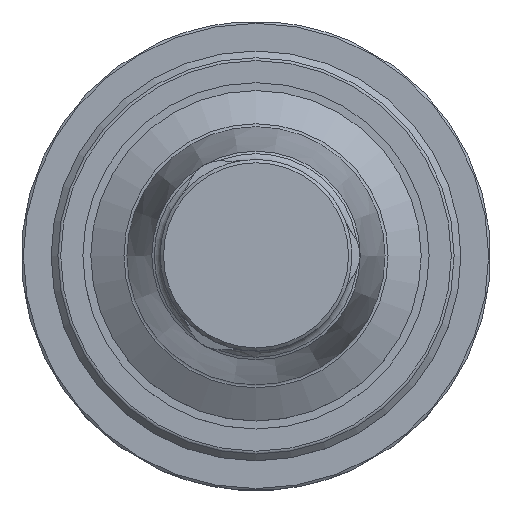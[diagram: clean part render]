
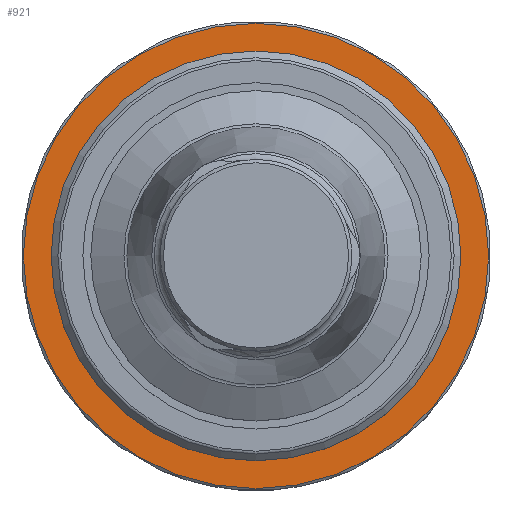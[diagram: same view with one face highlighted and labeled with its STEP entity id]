
A CAD part, top view. The second image highlights one B-rep face of the part: STEP entity #921.
In plain terms, the highlighted planar face has unit normal (0, 0, 1).
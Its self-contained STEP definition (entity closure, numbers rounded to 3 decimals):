
#279=ORIENTED_EDGE('',*,*,#476,.T.);
#280=ORIENTED_EDGE('',*,*,#431,.F.);
#431=EDGE_CURVE('',#556,#556,#643,.T.);
#476=EDGE_CURVE('',#585,#585,#658,.T.);
#556=VERTEX_POINT('',#1443);
#585=VERTEX_POINT('',#1582);
#643=CIRCLE('',#994,35.2);
#658=CIRCLE('',#1026,30.65);
#722=EDGE_LOOP('',(#279));
#723=EDGE_LOOP('',(#280));
#818=FACE_BOUND('',#722,.T.);
#819=FACE_BOUND('',#723,.T.);
#891=PLANE('',#1025);
#921=ADVANCED_FACE('',(#818,#819),#891,.F.);
#994=AXIS2_PLACEMENT_3D('',#1442,#1137,#1138);
#1025=AXIS2_PLACEMENT_3D('',#1580,#1213,#1214);
#1026=AXIS2_PLACEMENT_3D('',#1581,#1215,#1216);
#1137=DIRECTION('',(0.,0.,-1.));
#1138=DIRECTION('',(-1.,0.,0.));
#1213=DIRECTION('',(0.,0.,-1.));
#1214=DIRECTION('',(-1.,0.,0.));
#1215=DIRECTION('',(0.,0.,-1.));
#1216=DIRECTION('',(-1.,0.,0.));
#1442=CARTESIAN_POINT('',(0.,0.,-1.));
#1443=CARTESIAN_POINT('',(-35.2,0.,-1.));
#1580=CARTESIAN_POINT('',(-30.65,0.,-1.));
#1581=CARTESIAN_POINT('',(0.,0.,-1.));
#1582=CARTESIAN_POINT('',(-30.65,0.,-1.));
